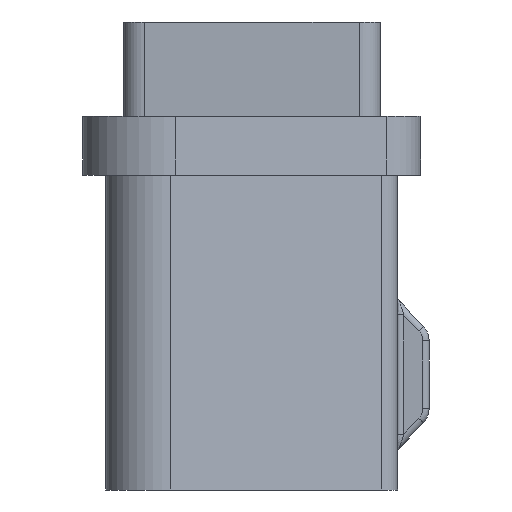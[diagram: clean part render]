
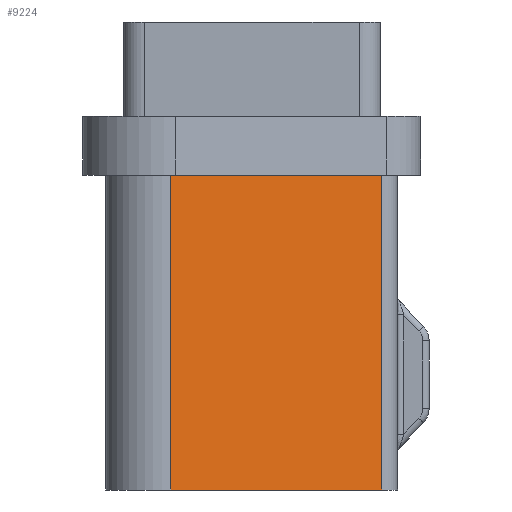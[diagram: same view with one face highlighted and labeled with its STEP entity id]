
A CAD part, left-side view. The second image highlights one B-rep face of the part: STEP entity #9224.
In plain terms, the highlighted planar face has unit normal (-0.973, -0.231, 0).
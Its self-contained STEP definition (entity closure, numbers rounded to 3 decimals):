
#6=DIRECTION('',(0.231,-0.973,0.));
#7=VECTOR('',#6,10.333);
#8=CARTESIAN_POINT('',(-18.083,3.874,-7.5));
#9=LINE('',#8,#7);
#3163=DIRECTION('',(0.,0.,1.));
#3164=VECTOR('',#3163,15.);
#3165=CARTESIAN_POINT('',(-15.7,-6.181,-7.5));
#3166=LINE('',#3165,#3164);
#3167=DIRECTION('',(0.231,-0.973,0.));
#3168=VECTOR('',#3167,10.333);
#3169=CARTESIAN_POINT('',(-18.083,3.874,7.5));
#3170=LINE('',#3169,#3168);
#3171=DIRECTION('',(0.,0.,1.));
#3172=VECTOR('',#3171,15.);
#3173=CARTESIAN_POINT('',(-18.083,3.874,-7.5));
#3174=LINE('',#3173,#3172);
#3207=CARTESIAN_POINT('',(-18.083,3.874,-7.5));
#3208=CARTESIAN_POINT('',(-15.7,-6.181,-7.5));
#3209=VERTEX_POINT('',#3207);
#3210=VERTEX_POINT('',#3208);
#3223=CARTESIAN_POINT('',(-18.083,3.874,7.5));
#3224=CARTESIAN_POINT('',(-15.7,-6.181,7.5));
#3225=VERTEX_POINT('',#3223);
#3226=VERTEX_POINT('',#3224);
#9213=CARTESIAN_POINT('',(-18.083,3.874,-7.5));
#9214=DIRECTION('',(-0.973,-0.231,0.));
#9215=DIRECTION('',(0.231,-0.973,0.));
#9216=AXIS2_PLACEMENT_3D('',#9213,#9214,#9215);
#9217=PLANE('',#9216);
#9218=ORIENTED_EDGE('',*,*,#4359,.T.);
#9219=ORIENTED_EDGE('',*,*,#9208,.F.);
#9220=ORIENTED_EDGE('',*,*,#4126,.F.);
#9221=ORIENTED_EDGE('',*,*,#4320,.T.);
#9222=EDGE_LOOP('',(#9218,#9219,#9220,#9221));
#9223=FACE_OUTER_BOUND('',#9222,.F.);
#4126=EDGE_CURVE('',#3209,#3210,#9,.T.);
#4320=EDGE_CURVE('',#3209,#3225,#3174,.T.);
#4359=EDGE_CURVE('',#3225,#3226,#3170,.T.);
#9208=EDGE_CURVE('',#3210,#3226,#3166,.T.);
#9224=ADVANCED_FACE('',(#9223),#9217,.T.);
